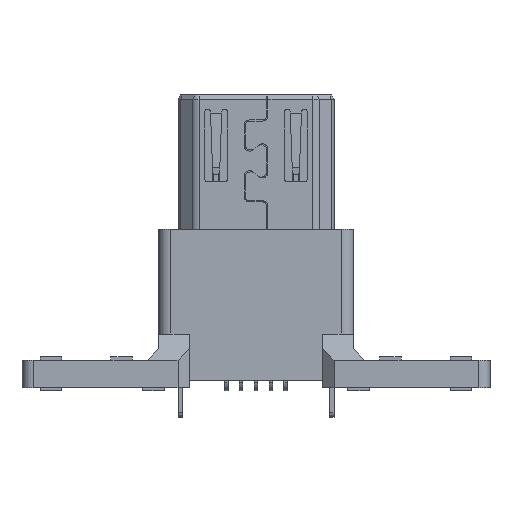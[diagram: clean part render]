
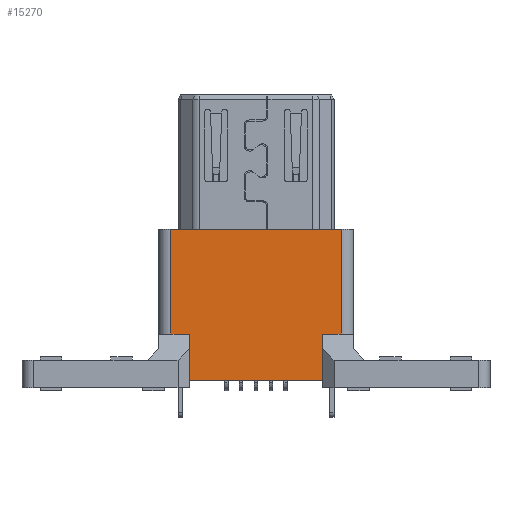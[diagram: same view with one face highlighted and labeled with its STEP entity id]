
A CAD part, front view. The second image highlights one B-rep face of the part: STEP entity #15270.
In plain terms, the highlighted planar face has unit normal (0, -1, 0).
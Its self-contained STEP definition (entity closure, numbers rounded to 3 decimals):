
#14560=CARTESIAN_POINT('',(3.964,-2.32,7.266));
#14570=DIRECTION('',(0.,-1.,0.));
#14580=DIRECTION('',(-1.,-0.,0.));
#14590=AXIS2_PLACEMENT_3D('',#14560,#14570,#14580);
#14600=PLANE('',#14590);
#14610=CARTESIAN_POINT('',(0.,-2.32,2.5));
#14620=DIRECTION('',(-1.,0.,0.));
#14630=VECTOR('',#14620,1.);
#14640=LINE('',#14610,#14630);
#14650=CARTESIAN_POINT('',(3.775,-2.32,2.5));
#14660=VERTEX_POINT('',#14650);
#14670=CARTESIAN_POINT('',(2.925,-2.32,2.5));
#14680=VERTEX_POINT('',#14670);
#14690=EDGE_CURVE('',#14660,#14680,#14640,.T.);
#14700=ORIENTED_EDGE('',*,*,#14690,.F.);
#14710=CARTESIAN_POINT('',(2.925,-2.32,13.));
#14720=DIRECTION('',(-0.,0.,-1.));
#14730=VECTOR('',#14720,1.);
#14740=LINE('',#14710,#14730);
#14750=CARTESIAN_POINT('',(2.925,-2.32,0.45));
#14760=VERTEX_POINT('',#14750);
#14770=EDGE_CURVE('',#14680,#14760,#14740,.T.);
#14780=ORIENTED_EDGE('',*,*,#14770,.F.);
#14790=CARTESIAN_POINT('',(0.,-2.32,0.45));
#14800=DIRECTION('',(-1.,-0.,-0.));
#14810=VECTOR('',#14800,1.);
#14820=LINE('',#14790,#14810);
#14830=CARTESIAN_POINT('',(-2.925,-2.32,0.45));
#14840=VERTEX_POINT('',#14830);
#14850=EDGE_CURVE('',#14760,#14840,#14820,.T.);
#14860=ORIENTED_EDGE('',*,*,#14850,.F.);
#14870=CARTESIAN_POINT('',(-2.925,-2.32,13.));
#14880=DIRECTION('',(0.,-0.,-1.));
#14890=VECTOR('',#14880,1.);
#14900=LINE('',#14870,#14890);
#14910=CARTESIAN_POINT('',(-2.925,-2.32,2.5));
#14920=VERTEX_POINT('',#14910);
#14930=EDGE_CURVE('',#14920,#14840,#14900,.T.);
#14940=ORIENTED_EDGE('',*,*,#14930,.T.);
#14950=CARTESIAN_POINT('',(0.,-2.32,2.5));
#14960=DIRECTION('',(1.,-0.,-0.));
#14970=VECTOR('',#14960,1.);
#14980=LINE('',#14950,#14970);
#14990=CARTESIAN_POINT('',(-3.775,-2.32,2.5));
#15000=VERTEX_POINT('',#14990);
#15010=EDGE_CURVE('',#15000,#14920,#14980,.T.);
#15020=ORIENTED_EDGE('',*,*,#15010,.T.);
#15030=CARTESIAN_POINT('',(-3.775,-2.32,7.1));
#15040=DIRECTION('',(0.,0.,-1.));
#15050=VECTOR('',#15040,1.);
#15060=LINE('',#15030,#15050);
#15070=CARTESIAN_POINT('',(-3.775,-2.32,7.1));
#15080=VERTEX_POINT('',#15070);
#15090=EDGE_CURVE('',#15080,#15000,#15060,.T.);
#15100=ORIENTED_EDGE('',*,*,#15090,.T.);
#15110=CARTESIAN_POINT('',(0.,-2.32,7.1));
#15120=DIRECTION('',(1.,-0.,-0.));
#15130=VECTOR('',#15120,1.);
#15140=LINE('',#15110,#15130);
#15150=CARTESIAN_POINT('',(3.775,-2.32,7.1));
#15160=VERTEX_POINT('',#15150);
#15170=EDGE_CURVE('',#15080,#15160,#15140,.T.);
#15180=ORIENTED_EDGE('',*,*,#15170,.F.);
#15190=CARTESIAN_POINT('',(3.775,-2.32,7.1));
#15200=DIRECTION('',(0.,0.,-1.));
#15210=VECTOR('',#15200,1.);
#15220=LINE('',#15190,#15210);
#15230=EDGE_CURVE('',#15160,#14660,#15220,.T.);
#15240=ORIENTED_EDGE('',*,*,#15230,.F.);
#15250=EDGE_LOOP('',(#15240,#15180,#15100,#15020,#14940,#14860,#14780,
#14700));
#15260=FACE_OUTER_BOUND('',#15250,.T.);
#15270=ADVANCED_FACE('',(#15260),#14600,.T.);
